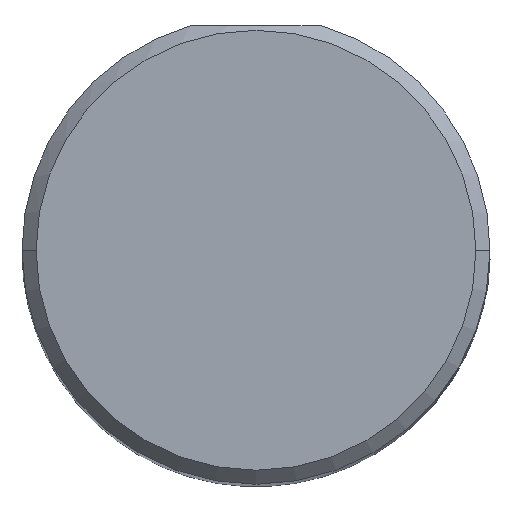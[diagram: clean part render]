
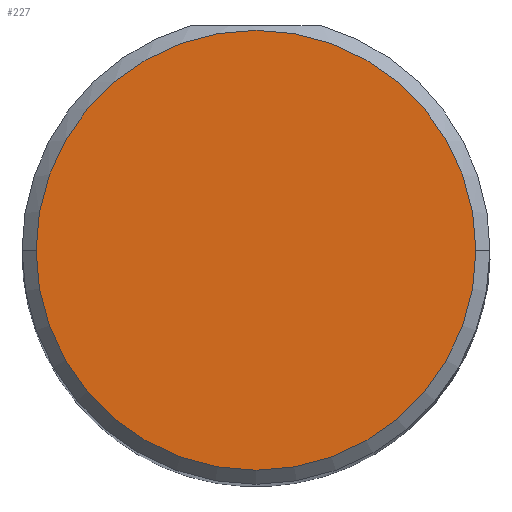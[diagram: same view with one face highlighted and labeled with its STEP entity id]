
A CAD part, top view. The second image highlights one B-rep face of the part: STEP entity #227.
In plain terms, the highlighted planar face has unit normal (0, 0, 1).
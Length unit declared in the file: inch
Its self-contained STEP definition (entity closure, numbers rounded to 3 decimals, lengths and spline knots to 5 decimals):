
#16 = CIRCLE ( 'NONE', #114, 0.235 ) ;
#58 = EDGE_LOOP ( 'NONE', ( #416, #275 ) ) ;
#66 = AXIS2_PLACEMENT_3D ( 'NONE', #268, #222, #401 ) ;
#77 = DIRECTION ( 'NONE',  ( 1., 0., 0. ) ) ;
#114 = AXIS2_PLACEMENT_3D ( 'NONE', #514, #294, #77 ) ;
#168 = CARTESIAN_POINT ( 'NONE',  ( 0., 0., 6. ) ) ;
#171 = PLANE ( 'NONE',  #383 ) ;
#204 = EDGE_CURVE ( 'NONE', #420, #379, #16, .T. ) ;
#218 = FACE_OUTER_BOUND ( 'NONE', #58, .T. ) ;
#222 = DIRECTION ( 'NONE',  ( 0., 0., 1. ) ) ;
#227 = ADVANCED_FACE ( 'NONE', ( #218 ), #171, .T. ) ;
#255 = DIRECTION ( 'NONE',  ( 0., 0., 1. ) ) ;
#268 = CARTESIAN_POINT ( 'NONE',  ( 0., 0., 6. ) ) ;
#275 = ORIENTED_EDGE ( 'NONE', *, *, #204, .T. ) ;
#294 = DIRECTION ( 'NONE',  ( 0., 0., 1. ) ) ;
#379 = VERTEX_POINT ( 'NONE', #444 ) ;
#383 = AXIS2_PLACEMENT_3D ( 'NONE', #168, #255, #450 ) ;
#401 = DIRECTION ( 'NONE',  ( 1., 0., 0. ) ) ;
#416 = ORIENTED_EDGE ( 'NONE', *, *, #567, .T. ) ;
#420 = VERTEX_POINT ( 'NONE', #528 ) ;
#443 = CIRCLE ( 'NONE', #66, 0.235 ) ;
#444 = CARTESIAN_POINT ( 'NONE',  ( -0.235, 0., 6. ) ) ;
#450 = DIRECTION ( 'NONE',  ( 1., 0., 0. ) ) ;
#514 = CARTESIAN_POINT ( 'NONE',  ( 0., 0., 6. ) ) ;
#528 = CARTESIAN_POINT ( 'NONE',  ( 0.235, 0., 6. ) ) ;
#567 = EDGE_CURVE ( 'NONE', #379, #420, #443, .T. ) ;
